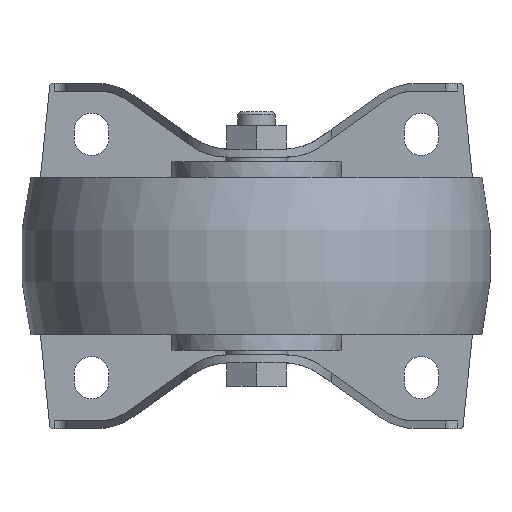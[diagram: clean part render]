
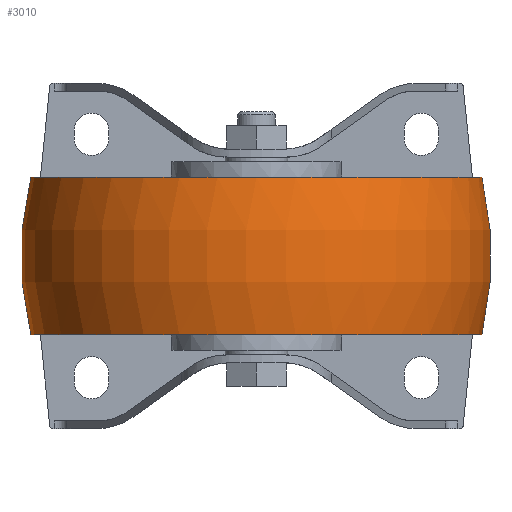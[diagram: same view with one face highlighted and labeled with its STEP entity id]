
A CAD part, front view. The second image highlights one B-rep face of the part: STEP entity #3010.
In plain terms, the highlighted toroidal (fillet/blend) face has major radius 25 mm and minor radius 100 mm.
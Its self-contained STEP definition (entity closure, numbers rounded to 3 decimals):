
#20=DEGENERATE_TOROIDAL_SURFACE('',#3308,25.,100.,
 .F.);
#1346=ORIENTED_EDGE('',*,*,#1953,.T.);
#1347=ORIENTED_EDGE('',*,*,#1954,.F.);
#1953=EDGE_CURVE('',#2299,#2299,#2453,.T.);
#1954=EDGE_CURVE('',#2300,#2300,#2454,.T.);
#2299=VERTEX_POINT('',#5067);
#2300=VERTEX_POINT('',#5070);
#2453=CIRCLE('',#3307,71.825);
#2454=CIRCLE('',#3309,71.825);
#2602=EDGE_LOOP('',(#1346));
#2603=EDGE_LOOP('',(#1347));
#2786=FACE_BOUND('',#2602,.T.);
#2787=FACE_BOUND('',#2603,.T.);
#3010=ADVANCED_FACE('',(#2786,#2787),#20,.F.);
#3307=AXIS2_PLACEMENT_3D('',#5066,#4057,#4058);
#3308=AXIS2_PLACEMENT_3D('',#5068,#4059,#4060);
#3309=AXIS2_PLACEMENT_3D('',#5069,#4061,#4062);
#4057=DIRECTION('',(0.,0.,-1.));
#4058=DIRECTION('',(-1.,0.,0.));
#4059=DIRECTION('',(0.,0.,-1.));
#4060=DIRECTION('',(-1.,0.,0.));
#4061=DIRECTION('',(0.,0.,-1.));
#4062=DIRECTION('',(-1.,0.,0.));
#5066=CARTESIAN_POINT('',(0.,0.,25.));
#5067=CARTESIAN_POINT('',(-71.825,0.,25.));
#5068=CARTESIAN_POINT('',(0.,0.,0.));
#5069=CARTESIAN_POINT('',(0.,0.,-25.));
#5070=CARTESIAN_POINT('',(-71.825,0.,-25.));
